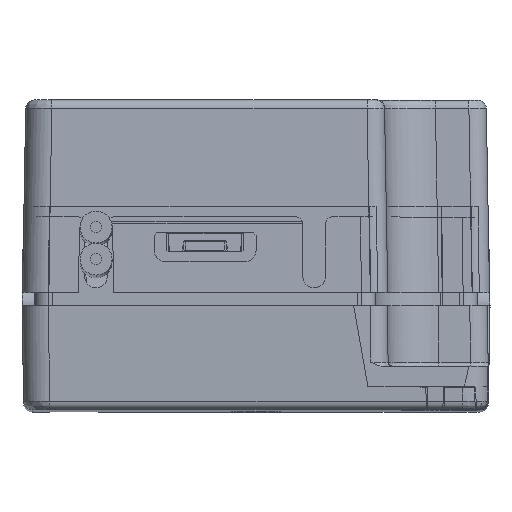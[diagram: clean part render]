
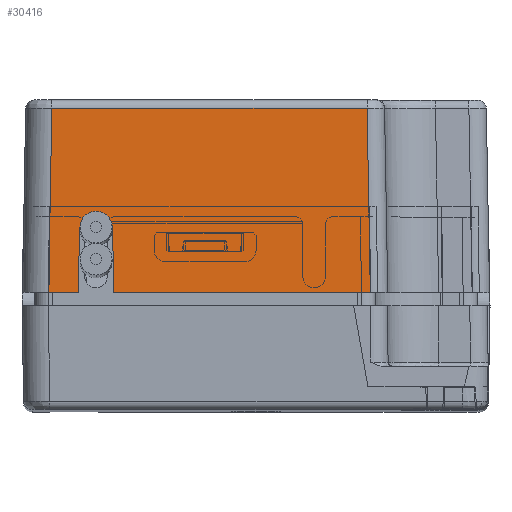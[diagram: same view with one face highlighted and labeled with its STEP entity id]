
A CAD part, top view. The second image highlights one B-rep face of the part: STEP entity #30416.
In plain terms, the highlighted planar face has unit normal (0, 0.018, 1).
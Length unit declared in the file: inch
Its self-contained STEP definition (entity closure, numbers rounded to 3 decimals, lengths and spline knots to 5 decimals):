
#24481=CARTESIAN_POINT('',(-0.71301,0.,2.15124));
#24489=DIRECTION('',(1.,0.,0.));
#24490=VECTOR('',#24489,0.10225);
#24491=CARTESIAN_POINT('',(-0.71301,0.,2.15124));
#24492=LINE('',#24491,#24490);
#24573=CARTESIAN_POINT('',(0.39301,0.,2.15124));
#26094=DIRECTION('',(-0.017,1.,-0.017));
#26095=VECTOR('',#26094,0.63272);
#26096=CARTESIAN_POINT('',(0.39301,0.,2.15124));
#26097=LINE('',#26096,#26095);
#26098=DIRECTION('',(-1.,0.,0.));
#26099=VECTOR('',#26098,0.88225);
#26100=CARTESIAN_POINT('',(0.39301,0.,2.15124));
#26101=LINE('',#26100,#26099);
#26102=DIRECTION('',(-0.017,1.,-0.017));
#26103=VECTOR('',#26102,0.21606);
#26104=CARTESIAN_POINT('',(-0.48924,0.,2.15124));
#26105=LINE('',#26104,#26103);
#26106=CARTESIAN_POINT('',(-0.49301,0.21599,
2.14747));
#26107=CARTESIAN_POINT('',(-0.49303,0.21706,
2.14746));
#26108=CARTESIAN_POINT('',(-0.49306,0.21769,
2.14745));
#26109=CARTESIAN_POINT('',(-0.49314,0.21909,
2.14742));
#26110=CARTESIAN_POINT('',(-0.49323,0.22016,
2.1474));
#26111=CARTESIAN_POINT('',(-0.49334,0.22127,
2.14738));
#26112=CARTESIAN_POINT('',(-0.49349,0.2225,
2.14736));
#26113=CARTESIAN_POINT('',(-0.49368,0.2238,
2.14734));
#26114=CARTESIAN_POINT('',(-0.49397,0.22555,
2.14731));
#26115=CARTESIAN_POINT('',(-0.49434,0.22736,
2.14728));
#26116=CARTESIAN_POINT('',(-0.49479,0.22921,
2.14724));
#26117=CARTESIAN_POINT('',(-0.49523,0.23083,
2.14722));
#26118=CARTESIAN_POINT('',(-0.49583,0.23278,
2.14718));
#26119=CARTESIAN_POINT('',(-0.49657,0.23491,
2.14714));
#26120=CARTESIAN_POINT('',(-0.49746,0.23715,
2.14711));
#26121=CARTESIAN_POINT('',(-0.49835,0.23914,
2.14707));
#26122=CARTESIAN_POINT('',(-0.49924,0.24096,
2.14704));
#26123=CARTESIAN_POINT('',(-0.50043,0.24319,
2.147));
#26124=CARTESIAN_POINT('',(-0.50191,0.24566,
2.14696));
#26125=CARTESIAN_POINT('',(-0.50369,0.24829,
2.14691));
#26126=CARTESIAN_POINT('',(-0.50548,0.25063,
2.14687));
#26127=CARTESIAN_POINT('',(-0.50785,0.25345,
2.14682));
#26128=CARTESIAN_POINT('',(-0.51082,0.25649,
2.14677));
#26129=CARTESIAN_POINT('',(-0.51438,0.25958,
2.14671));
#26130=CARTESIAN_POINT('',(-0.51794,0.2622,
2.14667));
#26131=CARTESIAN_POINT('',(-0.5215,0.26442,
2.14663));
#26132=CARTESIAN_POINT('',(-0.52507,0.26631,
2.1466));
#26133=CARTESIAN_POINT('',(-0.52982,0.26841,
2.14656));
#26134=CARTESIAN_POINT('',(-0.53575,0.27035,
2.14653));
#26135=CARTESIAN_POINT('',(-0.54288,0.2717,2.1465));
#26136=CARTESIAN_POINT('',(-0.55,0.27215,2.14649));
#26137=CARTESIAN_POINT('',(-0.55712,0.2717,2.1465));
#26138=CARTESIAN_POINT('',(-0.56425,0.27035,
2.14653));
#26139=CARTESIAN_POINT('',(-0.57018,0.26841,
2.14656));
#26140=CARTESIAN_POINT('',(-0.57493,0.26631,
2.1466));
#26141=CARTESIAN_POINT('',(-0.5785,0.26442,
2.14663));
#26142=CARTESIAN_POINT('',(-0.58206,0.2622,
2.14667));
#26143=CARTESIAN_POINT('',(-0.58562,0.25958,
2.14671));
#26144=CARTESIAN_POINT('',(-0.58918,0.25649,
2.14677));
#26145=CARTESIAN_POINT('',(-0.59215,0.25345,
2.14682));
#26146=CARTESIAN_POINT('',(-0.59452,0.25063,
2.14687));
#26147=CARTESIAN_POINT('',(-0.59631,0.24829,
2.14691));
#26148=CARTESIAN_POINT('',(-0.59809,0.24566,
2.14696));
#26149=CARTESIAN_POINT('',(-0.59957,0.24319,
2.147));
#26150=CARTESIAN_POINT('',(-0.60076,0.24096,
2.14704));
#26151=CARTESIAN_POINT('',(-0.60165,0.23914,
2.14707));
#26152=CARTESIAN_POINT('',(-0.60254,0.23715,
2.14711));
#26153=CARTESIAN_POINT('',(-0.60343,0.23491,
2.14714));
#26154=CARTESIAN_POINT('',(-0.60417,0.23278,
2.14718));
#26155=CARTESIAN_POINT('',(-0.60477,0.23083,
2.14722));
#26156=CARTESIAN_POINT('',(-0.60521,0.22921,
2.14724));
#26157=CARTESIAN_POINT('',(-0.60566,0.22736,
2.14728));
#26158=CARTESIAN_POINT('',(-0.60603,0.22555,
2.14731));
#26159=CARTESIAN_POINT('',(-0.60632,0.2238,
2.14734));
#26160=CARTESIAN_POINT('',(-0.60651,0.2225,
2.14736));
#26161=CARTESIAN_POINT('',(-0.60666,0.22127,
2.14738));
#26162=CARTESIAN_POINT('',(-0.60677,0.22016,
2.1474));
#26163=CARTESIAN_POINT('',(-0.60686,0.21909,
2.14742));
#26164=CARTESIAN_POINT('',(-0.60694,0.21769,
2.14745));
#26165=CARTESIAN_POINT('',(-0.60697,0.21706,
2.14746));
#26166=CARTESIAN_POINT('',(-0.60699,0.21599,
2.14747));
#26168=DIRECTION('',(-0.017,-1.,0.017));
#26169=VECTOR('',#26168,0.21606);
#26170=CARTESIAN_POINT('',(-0.60699,0.21599,
2.14747));
#26171=LINE('',#26170,#26169);
#26172=DIRECTION('',(-0.017,-1.,0.017));
#26173=VECTOR('',#26172,0.63272);
#26174=CARTESIAN_POINT('',(-0.70197,0.63252,
2.1402));
#26175=LINE('',#26174,#26173);
#26176=DIRECTION('',(1.,0.,0.));
#26177=VECTOR('',#26176,1.08394);
#26178=CARTESIAN_POINT('',(-0.70197,0.63252,
2.1402));
#26179=LINE('',#26178,#26177);
#28091=VERTEX_POINT('',#26106);
#28092=VERTEX_POINT('',#26166);
#28093=CARTESIAN_POINT('',(-0.61076,0.,2.15124));
#28094=VERTEX_POINT('',#28093);
#28095=CARTESIAN_POINT('',(-0.48924,0.,2.15124));
#28096=VERTEX_POINT('',#28095);
#28170=VERTEX_POINT('',#24573);
#28173=VERTEX_POINT('',#24481);
#28205=CARTESIAN_POINT('',(0.38197,0.63252,
2.1402));
#28206=VERTEX_POINT('',#28205);
#28213=CARTESIAN_POINT('',(-0.70197,0.63252,
2.1402));
#28214=VERTEX_POINT('',#28213);
#30396=CARTESIAN_POINT('',(-1.85868,0.,2.15124));
#30397=DIRECTION('',(0.,0.017,1.));
#30398=DIRECTION('',(1.,0.,0.));
#30399=AXIS2_PLACEMENT_3D('',#30396,#30397,#30398);
#30400=PLANE('',#30399);
#30401=ORIENTED_EDGE('',*,*,#30389,.F.);
#30402=ORIENTED_EDGE('',*,*,#28880,.T.);
#30404=ORIENTED_EDGE('',*,*,#30403,.T.);
#30406=ORIENTED_EDGE('',*,*,#30405,.T.);
#30408=ORIENTED_EDGE('',*,*,#30407,.T.);
#30409=ORIENTED_EDGE('',*,*,#28820,.F.);
#30411=ORIENTED_EDGE('',*,*,#30410,.F.);
#30413=ORIENTED_EDGE('',*,*,#30412,.T.);
#30414=EDGE_LOOP('',(#30401,#30402,#30404,#30406,#30408,#30409,#30411,#30413));
#30415=FACE_OUTER_BOUND('',#30414,.F.);
#30416=ADVANCED_FACE('',(#30415),#30400,.T.);
#26167=B_SPLINE_CURVE_WITH_KNOTS('',3,(#26106,#26107,#26108,#26109,#26110,
#26111,#26112,#26113,#26114,#26115,#26116,#26117,#26118,#26119,#26120,#26121,
#26122,#26123,#26124,#26125,#26126,#26127,#26128,#26129,#26130,#26131,#26132,
#26133,#26134,#26135,#26136,#26137,#26138,#26139,#26140,#26141,#26142,#26143,
#26144,#26145,#26146,#26147,#26148,#26149,#26150,#26151,#26152,#26153,#26154,
#26155,#26156,#26157,#26158,#26159,#26160,#26161,#26162,#26163,#26164,#26165,
#26166),.UNSPECIFIED.,.F.,.F.,(4,1,1,1,1,1,1,1,1,1,1,1,1,1,1,1,1,1,1,1,1,1,1,1,
1,1,1,1,1,1,1,1,1,1,1,1,1,1,1,1,1,1,1,1,1,1,1,1,1,1,1,1,1,1,1,1,1,1,4),(0.,
0.00049,0.00098,0.00195,0.00293,0.00391,0.00586,
0.00781,0.01172,0.01563,0.01953,0.02344,0.03125,0.03906,
0.04688,0.05469,0.0625,0.07813,0.09375,0.10938,0.125,0.15625,
0.1875,0.21875,0.25,0.28125,0.3125,0.375,0.4375,0.5,0.5625,
0.625,0.6875,0.71875,0.75,0.78125,0.8125,0.84375,0.875,
0.89063,0.90625,0.92188,0.9375,0.94531,0.95313,0.96094,
0.96875,0.97656,0.98047,0.98438,0.98828,0.99219,
0.99414,0.99609,0.99707,0.99805,0.99902,
0.99951,1.),.UNSPECIFIED.);
#28820=EDGE_CURVE('',#28173,#28094,#24492,.T.);
#28880=EDGE_CURVE('',#28170,#28096,#26101,.T.);
#30389=EDGE_CURVE('',#28170,#28206,#26097,.T.);
#30403=EDGE_CURVE('',#28096,#28091,#26105,.T.);
#30405=EDGE_CURVE('',#28091,#28092,#26167,.T.);
#30407=EDGE_CURVE('',#28092,#28094,#26171,.T.);
#30410=EDGE_CURVE('',#28214,#28173,#26175,.T.);
#30412=EDGE_CURVE('',#28214,#28206,#26179,.T.);
